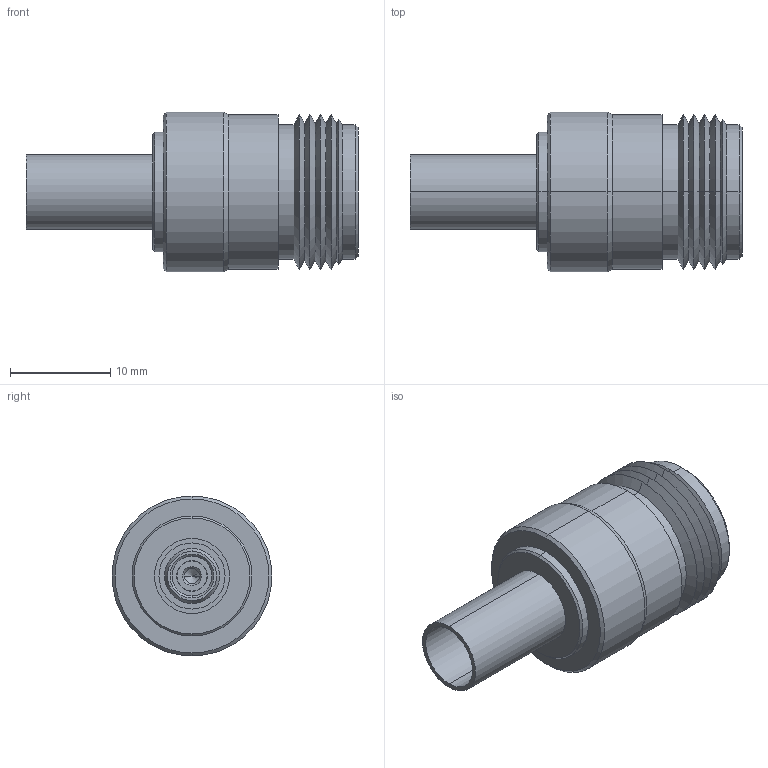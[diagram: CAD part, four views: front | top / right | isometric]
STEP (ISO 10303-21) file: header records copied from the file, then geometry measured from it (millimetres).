
FILE_DESCRIPTION (( 'STEP AP203' ), '1' );
FILE_NAME ('ANF-1508.STEP', '2014-09-23T14:15:15', ( 'x' ), ( '' ), 'SwSTEP 2.0', 'SolidWorks 2014', '' );
FILE_SCHEMA (( 'CONFIG_CONTROL_DESIGN' ));
Length unit declared in the file: inch
Products named in the file (4): ANF-1508-MA3; ANF-1508; ANF-1508-MA2
Assembly tree (3 placements, depth 2):
  ANF-1508
    ANF-1508
    ANF-1508-MA2
    ANF-1508-MA3
Bounding box: 33.2 x 16 x 16 mm (x, y, z)
Volume: 3240.3 mm3; surface area: 2909.9 mm2
Topology: 3 solids, 3 shells, 130 faces, 280 edges, 162 vertices
Faces by surface type: cone 58, cylinder 42, plane 30
Entity records: 4038 total; most frequent: CARTESIAN_POINT 766, DIRECTION 656, ORIENTED_EDGE 552, AXIS2_PLACEMENT_3D 276, EDGE_CURVE 276, VERTEX_POINT 162, EDGE_LOOP 148, CIRCLE 140
